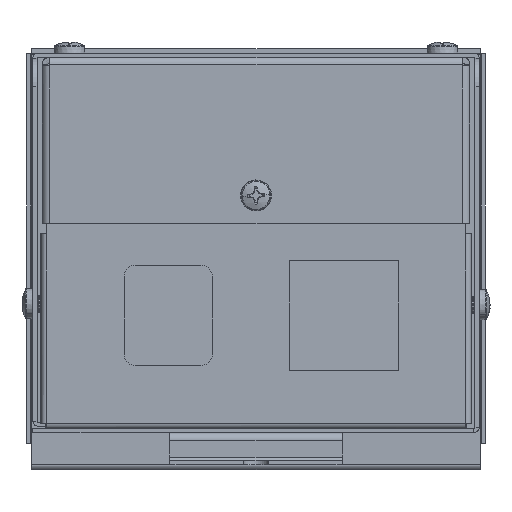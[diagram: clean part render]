
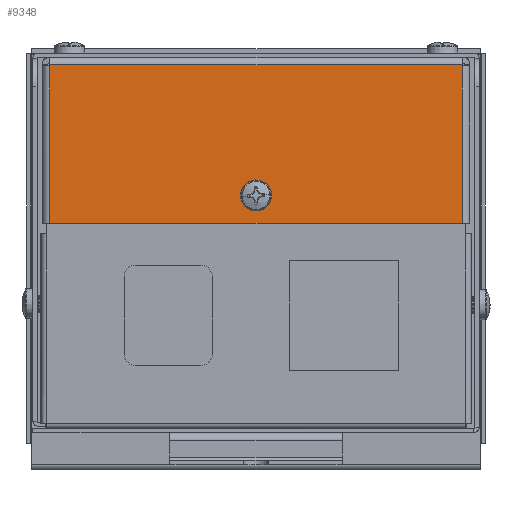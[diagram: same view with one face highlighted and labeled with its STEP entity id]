
A CAD part, front view. The second image highlights one B-rep face of the part: STEP entity #9348.
In plain terms, the highlighted planar face has unit normal (0, -1, 0).
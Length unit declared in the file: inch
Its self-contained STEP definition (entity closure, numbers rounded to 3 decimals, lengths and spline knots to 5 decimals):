
#137 = DIRECTION ( 'NONE',  ( 0., -1., 0. ) ) ;
#197 = DIRECTION ( 'NONE',  ( 0., 0., -1. ) ) ;
#301 = CARTESIAN_POINT ( 'NONE',  ( 0., -1.5625, 0. ) ) ;
#632 = PLANE ( 'NONE',  #6180 ) ;
#677 = DIRECTION ( 'NONE',  ( 0., 0., -1. ) ) ;
#678 = DIRECTION ( 'NONE',  ( 0., -1., 0. ) ) ;
#680 = CARTESIAN_POINT ( 'NONE',  ( 0., -1.5625, -1.2 ) ) ;
#718 = DIRECTION ( 'NONE',  ( 0., 0., -1. ) ) ;
#719 = DIRECTION ( 'NONE',  ( 0., -1., 0. ) ) ;
#720 = CARTESIAN_POINT ( 'NONE',  ( 0., -1.5625, -1.2 ) ) ;
#721 = CARTESIAN_POINT ( 'NONE',  ( 0., -1.5625, -0.0678 ) ) ;
#727 = DIRECTION ( 'NONE',  ( -1., 0., 0. ) ) ;
#747 = DIRECTION ( 'NONE',  ( 0., 0., 1. ) ) ;
#755 = DIRECTION ( 'NONE',  ( -1., 0., 0. ) ) ;
#759 = DIRECTION ( 'NONE',  ( 0., 0., -1. ) ) ;
#762 = CARTESIAN_POINT ( 'NONE',  ( 1.7972, -1.5625, -1.45 ) ) ;
#763 = CARTESIAN_POINT ( 'NONE',  ( -1.7972, -1.5625, -0.0678 ) ) ;
#793 = CARTESIAN_POINT ( 'NONE',  ( -1.865, -1.5625, -1.45 ) ) ;
#2427 = VERTEX_POINT ( 'NONE', #8918 ) ;
#2455 = VERTEX_POINT ( 'NONE', #8890 ) ;
#2458 = VERTEX_POINT ( 'NONE', #8887 ) ;
#2459 = VERTEX_POINT ( 'NONE', #8886 ) ;
#2463 = VERTEX_POINT ( 'NONE', #8882 ) ;
#2480 = VERTEX_POINT ( 'NONE', #8865 ) ;
#3566 = EDGE_LOOP ( 'NONE', ( #9872, #9873 ) ) ;
#3602 = EDGE_LOOP ( 'NONE', ( #9874, #9875, #9876, #9877 ) ) ;
#6180 = AXIS2_PLACEMENT_3D ( 'NONE', #301, #137, #197 ) ;
#6204 = AXIS2_PLACEMENT_3D ( 'NONE', #720, #719, #718 ) ;
#6206 = AXIS2_PLACEMENT_3D ( 'NONE', #680, #678, #677 ) ;
#6577 = FACE_BOUND ( 'NONE', #3566, .T. ) ;
#6582 = FACE_OUTER_BOUND ( 'NONE', #3602, .T. ) ;
#6610 = LINE ( 'NONE', #763, #6613 ) ;
#6612 = LINE ( 'NONE', #793, #6617 ) ;
#6613 = VECTOR ( 'NONE', #759, 39.37008 ) ;
#6614 = LINE ( 'NONE', #762, #6619 ) ;
#6617 = VECTOR ( 'NONE', #755, 39.37008 ) ;
#6619 = VECTOR ( 'NONE', #747, 39.37008 ) ;
#6624 = CIRCLE ( 'NONE', #6204, 0.09375 ) ;
#6627 = LINE ( 'NONE', #721, #6631 ) ;
#6631 = VECTOR ( 'NONE', #727, 39.37008 ) ;
#6632 = CIRCLE ( 'NONE', #6206, 0.09375 ) ;
#8865 = CARTESIAN_POINT ( 'NONE',  ( 1.7972, -1.5625, -1.45 ) ) ;
#8882 = CARTESIAN_POINT ( 'NONE',  ( 1.7972, -1.5625, -0.0678 ) ) ;
#8886 = CARTESIAN_POINT ( 'NONE',  ( -1.7972, -1.5625, -1.45 ) ) ;
#8887 = CARTESIAN_POINT ( 'NONE',  ( 0., -1.5625, -1.10625 ) ) ;
#8890 = CARTESIAN_POINT ( 'NONE',  ( 0., -1.5625, -1.29375 ) ) ;
#8918 = CARTESIAN_POINT ( 'NONE',  ( -1.7972, -1.5625, -0.0678 ) ) ;
#9348 = ADVANCED_FACE ( 'NONE', ( #6577, #6582 ), #632, .T. ) ;
#9443 = EDGE_CURVE ( 'NONE', #2427, #2459, #6610, .T. ) ;
#9445 = EDGE_CURVE ( 'NONE', #2480, #2459, #6612, .T. ) ;
#9446 = EDGE_CURVE ( 'NONE', #2480, #2463, #6614, .T. ) ;
#9453 = EDGE_CURVE ( 'NONE', #2458, #2455, #6624, .T. ) ;
#9454 = EDGE_CURVE ( 'NONE', #2463, #2427, #6627, .T. ) ;
#9458 = EDGE_CURVE ( 'NONE', #2455, #2458, #6632, .T. ) ;
#9872 = ORIENTED_EDGE ( 'NONE', *, *, #9458, .F. ) ;
#9873 = ORIENTED_EDGE ( 'NONE', *, *, #9453, .F. ) ;
#9874 = ORIENTED_EDGE ( 'NONE', *, *, #9454, .T. ) ;
#9875 = ORIENTED_EDGE ( 'NONE', *, *, #9443, .T. ) ;
#9876 = ORIENTED_EDGE ( 'NONE', *, *, #9445, .F. ) ;
#9877 = ORIENTED_EDGE ( 'NONE', *, *, #9446, .T. ) ;
